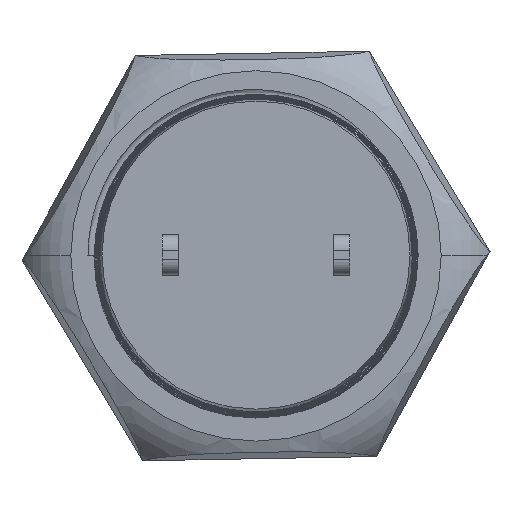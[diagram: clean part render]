
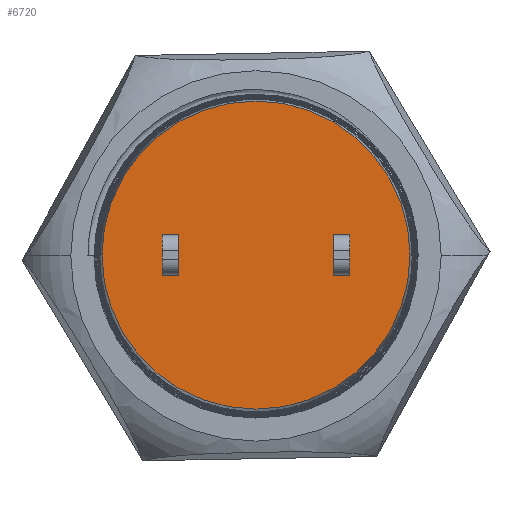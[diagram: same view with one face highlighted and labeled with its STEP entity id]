
A CAD part, top view. The second image highlights one B-rep face of the part: STEP entity #6720.
In plain terms, the highlighted planar face has unit normal (0, 0, 1).
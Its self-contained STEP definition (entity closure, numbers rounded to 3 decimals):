
#666 = DIRECTION ( 'NONE',  ( 1., 0., 0. ) ) ;
#1718 = DIRECTION ( 'NONE',  ( 1., 0., 0. ) ) ;
#1935 = CARTESIAN_POINT ( 'NONE',  ( 0., 0., 63.514 ) ) ;
#2779 = EDGE_CURVE ( 'NONE', #8143, #3086, #11502, .T. ) ;
#3086 = VERTEX_POINT ( 'NONE', #3910 ) ;
#3910 = CARTESIAN_POINT ( 'NONE',  ( 19., 0., 63.514 ) ) ;
#4078 = AXIS2_PLACEMENT_3D ( 'NONE', #1935, #10900, #1718 ) ;
#4321 = EDGE_LOOP ( 'NONE', ( #6115, #14974 ) ) ;
#5704 = EDGE_CURVE ( 'NONE', #3086, #8143, #8608, .T. ) ;
#6115 = ORIENTED_EDGE ( 'NONE', *, *, #2779, .T. ) ;
#6137 = DIRECTION ( 'NONE',  ( 0., 0., 1. ) ) ;
#6192 = AXIS2_PLACEMENT_3D ( 'NONE', #9404, #6137, #14258 ) ;
#6720 = ADVANCED_FACE ( 'NONE', ( #13885 ), #11731, .T. ) ;
#7141 = CARTESIAN_POINT ( 'NONE',  ( -19., 0., 63.514 ) ) ;
#7566 = DIRECTION ( 'NONE',  ( 0., 0., 1. ) ) ;
#8143 = VERTEX_POINT ( 'NONE', #7141 ) ;
#8608 = CIRCLE ( 'NONE', #12844, 19. ) ;
#9404 = CARTESIAN_POINT ( 'NONE',  ( 0., 0., 63.514 ) ) ;
#10900 = DIRECTION ( 'NONE',  ( 0., 0., 1. ) ) ;
#11502 = CIRCLE ( 'NONE', #4078, 19. ) ;
#11731 = PLANE ( 'NONE',  #6192 ) ;
#12844 = AXIS2_PLACEMENT_3D ( 'NONE', #14540, #7566, #666 ) ;
#13885 = FACE_OUTER_BOUND ( 'NONE', #4321, .T. ) ;
#14258 = DIRECTION ( 'NONE',  ( 1., 0., 0. ) ) ;
#14540 = CARTESIAN_POINT ( 'NONE',  ( 0., 0., 63.514 ) ) ;
#14974 = ORIENTED_EDGE ( 'NONE', *, *, #5704, .T. ) ;
